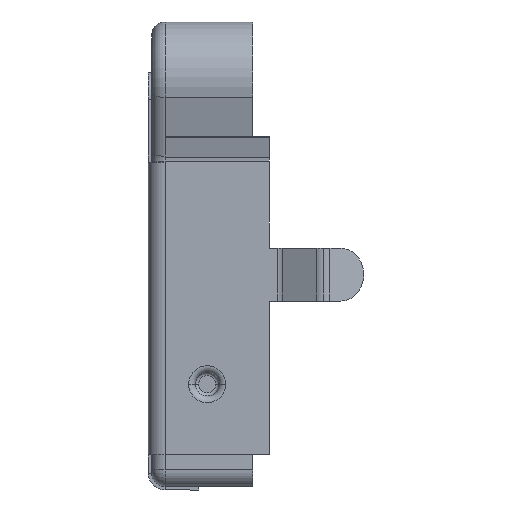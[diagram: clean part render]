
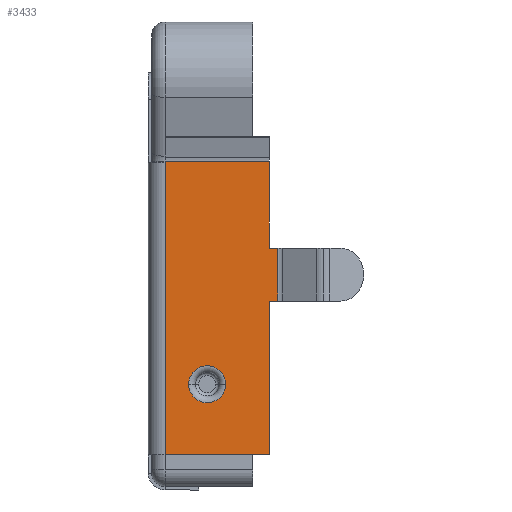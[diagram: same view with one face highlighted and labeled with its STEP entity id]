
A CAD part, left-side view. The second image highlights one B-rep face of the part: STEP entity #3433.
In plain terms, the highlighted planar face has unit normal (-1, 0, 0).
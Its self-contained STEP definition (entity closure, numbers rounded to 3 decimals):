
#30 = DIRECTION ( 'NONE',  ( 0., 0., 1. ) ) ;
#129 = VECTOR ( 'NONE', #4072, 1000. ) ;
#425 = DIRECTION ( 'NONE',  ( 0., 0., -1. ) ) ;
#634 = DIRECTION ( 'NONE',  ( 1., 0., 0. ) ) ;
#658 = CARTESIAN_POINT ( 'NONE',  ( -6.35, 2.556, -1.234 ) ) ;
#761 = ORIENTED_EDGE ( 'NONE', *, *, #1910, .F. ) ;
#768 = VERTEX_POINT ( 'NONE', #4451 ) ;
#869 = CARTESIAN_POINT ( 'NONE',  ( -6.35, 5.9, -5.804 ) ) ;
#1051 = ORIENTED_EDGE ( 'NONE', *, *, #2630, .T. ) ;
#1121 = CARTESIAN_POINT ( 'NONE',  ( -6.35, 5.9, 2.896 ) ) ;
#1245 = FACE_BOUND ( 'NONE', #4297, .T. ) ;
#1379 = CARTESIAN_POINT ( 'NONE',  ( -6.35, 2.8, 2.916 ) ) ;
#1728 = LINE ( 'NONE', #2637, #2552 ) ;
#1730 = ORIENTED_EDGE ( 'NONE', *, *, #5744, .T. ) ;
#1822 = CARTESIAN_POINT ( 'NONE',  ( -6.35, 5.9, 2.916 ) ) ;
#1890 = VECTOR ( 'NONE', #3315, 1000. ) ;
#1901 = VERTEX_POINT ( 'NONE', #869 ) ;
#1910 = EDGE_CURVE ( 'NONE', #768, #3858, #8307, .T. ) ;
#2005 = CARTESIAN_POINT ( 'NONE',  ( -6.35, 5.9, 2.896 ) ) ;
#2123 = CARTESIAN_POINT ( 'NONE',  ( -6.35, 2.8, -5.804 ) ) ;
#2172 = EDGE_CURVE ( 'NONE', #3704, #6793, #2760, .T. ) ;
#2192 = EDGE_LOOP ( 'NONE', ( #1730, #6435, #7526, #761, #6539, #1051, #5043, #6155, #2294 ) ) ;
#2294 = ORIENTED_EDGE ( 'NONE', *, *, #8383, .F. ) ;
#2518 = CARTESIAN_POINT ( 'NONE',  ( -6.35, 2.8, 0.336 ) ) ;
#2552 = VECTOR ( 'NONE', #2727, 1000. ) ;
#2610 = CARTESIAN_POINT ( 'NONE',  ( -6.35, 2.556, 0.336 ) ) ;
#2630 = EDGE_CURVE ( 'NONE', #7658, #7808, #8147, .T. ) ;
#2637 = CARTESIAN_POINT ( 'NONE',  ( -6.35, 5.9, 2.916 ) ) ;
#2703 = DIRECTION ( 'NONE',  ( 1., 0., 0. ) ) ;
#2727 = DIRECTION ( 'NONE',  ( 0., -1., 0. ) ) ;
#2759 = LINE ( 'NONE', #6886, #2864 ) ;
#2760 = CIRCLE ( 'NONE', #3560, 0.55 ) ;
#2767 = VERTEX_POINT ( 'NONE', #1822 ) ;
#2798 = LINE ( 'NONE', #2005, #7747 ) ;
#2864 = VECTOR ( 'NONE', #5497, 1000. ) ;
#2886 = CARTESIAN_POINT ( 'NONE',  ( -6.35, 5.9, 2.896 ) ) ;
#3044 = CARTESIAN_POINT ( 'NONE',  ( -6.35, 4.65, -3.704 ) ) ;
#3177 = ORIENTED_EDGE ( 'NONE', *, *, #5150, .T. ) ;
#3259 = DIRECTION ( 'NONE',  ( 0., 1., 0. ) ) ;
#3315 = DIRECTION ( 'NONE',  ( 0., 1., 0. ) ) ;
#3433 = ADVANCED_FACE ( 'NONE', ( #1245, #5882 ), #4057, .F. ) ;
#3560 = AXIS2_PLACEMENT_3D ( 'NONE', #5861, #634, #3259 ) ;
#3704 = VERTEX_POINT ( 'NONE', #6995 ) ;
#3858 = VERTEX_POINT ( 'NONE', #658 ) ;
#3918 = CARTESIAN_POINT ( 'NONE',  ( -6.35, 2.8, -1.234 ) ) ;
#4057 = PLANE ( 'NONE',  #7333 ) ;
#4072 = DIRECTION ( 'NONE',  ( 0., 0., 1. ) ) ;
#4297 = EDGE_LOOP ( 'NONE', ( #5368, #3177 ) ) ;
#4380 = DIRECTION ( 'NONE',  ( 1., 0., 0. ) ) ;
#4451 = CARTESIAN_POINT ( 'NONE',  ( -6.35, 2.556, 0.336 ) ) ;
#4488 = CIRCLE ( 'NONE', #5239, 0.55 ) ;
#4632 = VECTOR ( 'NONE', #6288, 1000. ) ;
#4933 = EDGE_CURVE ( 'NONE', #3858, #5451, #2759, .T. ) ;
#5008 = CARTESIAN_POINT ( 'NONE',  ( -6.35, 0., -5.804 ) ) ;
#5043 = ORIENTED_EDGE ( 'NONE', *, *, #5457, .F. ) ;
#5105 = VERTEX_POINT ( 'NONE', #1121 ) ;
#5137 = DIRECTION ( 'NONE',  ( 0., 0., -1. ) ) ;
#5150 = EDGE_CURVE ( 'NONE', #6793, #3704, #4488, .T. ) ;
#5186 = VECTOR ( 'NONE', #5137, 1000. ) ;
#5239 = AXIS2_PLACEMENT_3D ( 'NONE', #3044, #4380, #7028 ) ;
#5255 = CARTESIAN_POINT ( 'NONE',  ( -6.35, 0., 0. ) ) ;
#5368 = ORIENTED_EDGE ( 'NONE', *, *, #2172, .T. ) ;
#5451 = VERTEX_POINT ( 'NONE', #3918 ) ;
#5457 = EDGE_CURVE ( 'NONE', #2767, #7808, #1728, .T. ) ;
#5497 = DIRECTION ( 'NONE',  ( 0., 1., 0. ) ) ;
#5607 = LINE ( 'NONE', #5805, #5186 ) ;
#5744 = EDGE_CURVE ( 'NONE', #1901, #6498, #8094, .T. ) ;
#5805 = CARTESIAN_POINT ( 'NONE',  ( -6.35, 2.8, -1.234 ) ) ;
#5861 = CARTESIAN_POINT ( 'NONE',  ( -6.35, 4.65, -3.704 ) ) ;
#5882 = FACE_OUTER_BOUND ( 'NONE', #2192, .T. ) ;
#6155 = ORIENTED_EDGE ( 'NONE', *, *, #7890, .F. ) ;
#6288 = DIRECTION ( 'NONE',  ( 0., 0., 1. ) ) ;
#6401 = DIRECTION ( 'NONE',  ( 0., -1., 0. ) ) ;
#6435 = ORIENTED_EDGE ( 'NONE', *, *, #6994, .F. ) ;
#6498 = VERTEX_POINT ( 'NONE', #2123 ) ;
#6539 = ORIENTED_EDGE ( 'NONE', *, *, #7112, .T. ) ;
#6676 = VECTOR ( 'NONE', #6401, 1000. ) ;
#6793 = VERTEX_POINT ( 'NONE', #6824 ) ;
#6824 = CARTESIAN_POINT ( 'NONE',  ( -6.35, 4.1, -3.704 ) ) ;
#6886 = CARTESIAN_POINT ( 'NONE',  ( -6.35, 2.556, -1.234 ) ) ;
#6889 = VECTOR ( 'NONE', #425, 1000. ) ;
#6994 = EDGE_CURVE ( 'NONE', #5451, #6498, #5607, .T. ) ;
#6995 = CARTESIAN_POINT ( 'NONE',  ( -6.35, 5.2, -3.704 ) ) ;
#7028 = DIRECTION ( 'NONE',  ( 0., 1., 0. ) ) ;
#7112 = EDGE_CURVE ( 'NONE', #768, #7658, #8183, .T. ) ;
#7312 = DIRECTION ( 'NONE',  ( 0., 1., 0. ) ) ;
#7333 = AXIS2_PLACEMENT_3D ( 'NONE', #5255, #2703, #7312 ) ;
#7453 = CARTESIAN_POINT ( 'NONE',  ( -6.35, 2.556, 0.336 ) ) ;
#7526 = ORIENTED_EDGE ( 'NONE', *, *, #4933, .F. ) ;
#7586 = CARTESIAN_POINT ( 'NONE',  ( -6.35, 2.8, 0. ) ) ;
#7658 = VERTEX_POINT ( 'NONE', #2518 ) ;
#7747 = VECTOR ( 'NONE', #30, 1000. ) ;
#7808 = VERTEX_POINT ( 'NONE', #1379 ) ;
#7890 = EDGE_CURVE ( 'NONE', #5105, #2767, #8359, .T. ) ;
#8094 = LINE ( 'NONE', #5008, #6676 ) ;
#8147 = LINE ( 'NONE', #7586, #4632 ) ;
#8183 = LINE ( 'NONE', #2610, #1890 ) ;
#8307 = LINE ( 'NONE', #7453, #6889 ) ;
#8359 = LINE ( 'NONE', #2886, #129 ) ;
#8383 = EDGE_CURVE ( 'NONE', #1901, #5105, #2798, .T. ) ;
